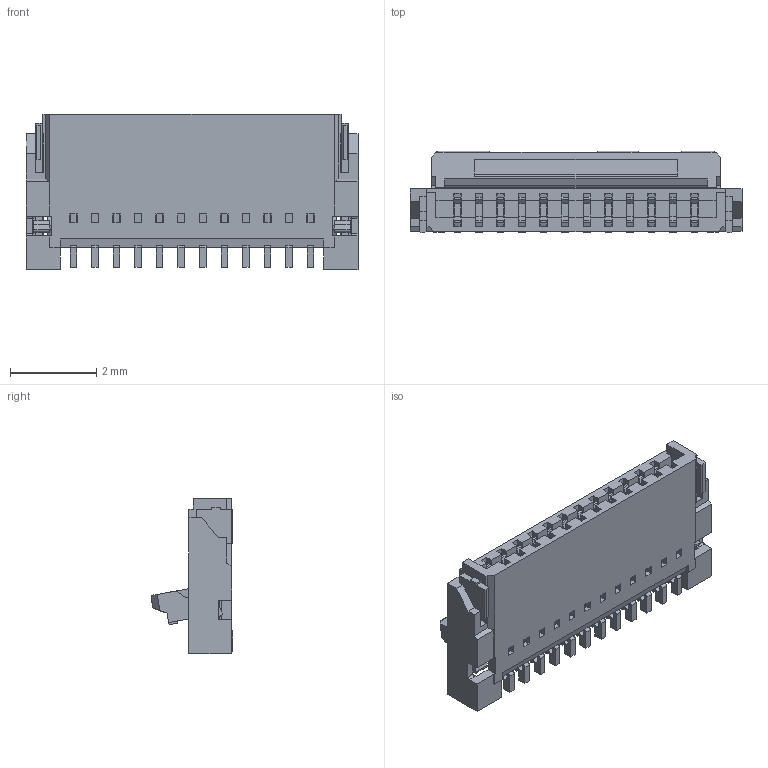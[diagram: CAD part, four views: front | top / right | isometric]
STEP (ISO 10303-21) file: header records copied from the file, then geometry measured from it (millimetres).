
FILE_DESCRIPTION((''),'2;1');
FILE_NAME('5034801200','2014-09-10T',('me'),(''),'PRO/ENGINEER BY PARAMETRIC TECHNOLOGY CORPORATION, 2011490','PRO/ENGINEER BY PARAMETRIC TECHNOLOGY CORPORATION, 2011490','');
FILE_SCHEMA(('CONFIG_CONTROL_DESIGN'));
Length unit declared in the file: millimetre
Products named in the file (1): 5034801200
Bounding box: 7.7 x 1.9 x 3.6 mm (x, y, z)
Volume: 17.4 mm3; surface area: 198.2 mm2
Topology: 2 solids, 2 shells, 844 faces, 2685 edges, 1796 vertices
Faces by surface type: plane 680, cylinder 164
Entity records: 29430 total; most frequent: CARTESIAN_POINT 5278, ORIENTED_EDGE 5258, DIRECTION 4703, EDGE_CURVE 2629, VECTOR 2353, LINE 2353, VERTEX_POINT 1740, AXIS2_PLACEMENT_3D 1175
